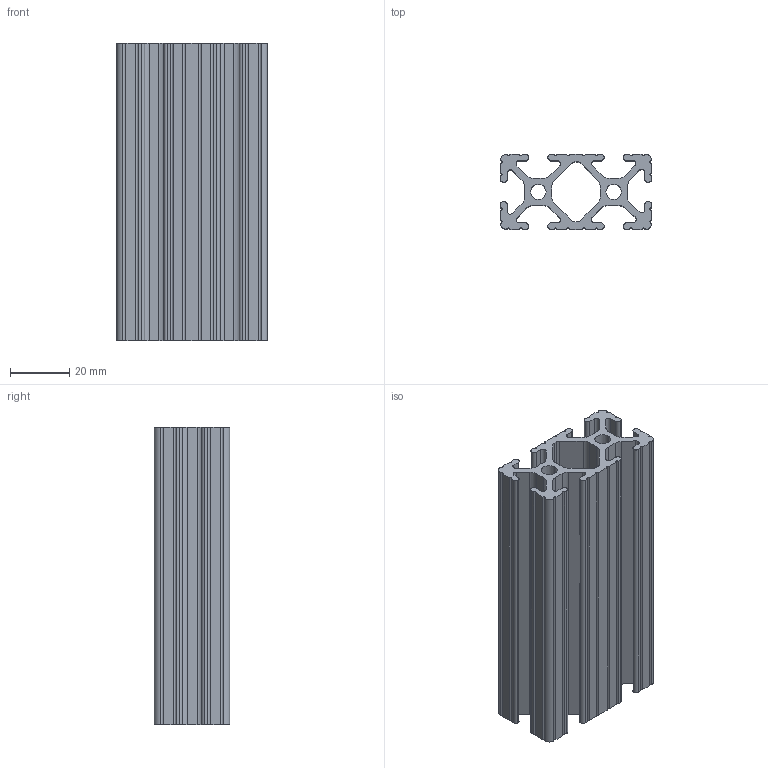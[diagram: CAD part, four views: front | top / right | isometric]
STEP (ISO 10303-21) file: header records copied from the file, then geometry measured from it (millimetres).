
FILE_DESCRIPTION (( 'STEP AP203' ), '1' );
FILE_NAME ('47065T418_ALUMINUM T-SLOTTED FRAMING EXTRUSION_47065T418_sldprt.STEP', '2021-07-20T03:32:42', ( '' ), ( '' ), 'SwSTEP 2.0', 'SolidWorks 2019', '' );
FILE_SCHEMA (( 'CONFIG_CONTROL_DESIGN' ));
Length unit declared in the file: inch
Products named in the file (1): 47065T418_ALUMINUM T-SLOTTED FRAMING EXTRUSION_47065T418_sldprt
Bounding box: 50.8 x 25.4 x 100 mm (x, y, z)
Volume: 50785.3 mm3; surface area: 41067.8 mm2
Topology: 1 solids, 1 shells, 176 faces, 522 edges, 348 vertices
Faces by surface type: cylinder 98, plane 78
Entity records: 6053 total; most frequent: DIRECTION 1072, CARTESIAN_POINT 1047, ORIENTED_EDGE 1044, EDGE_CURVE 522, AXIS2_PLACEMENT_3D 373, VERTEX_POINT 348, LINE 326, VECTOR 326
